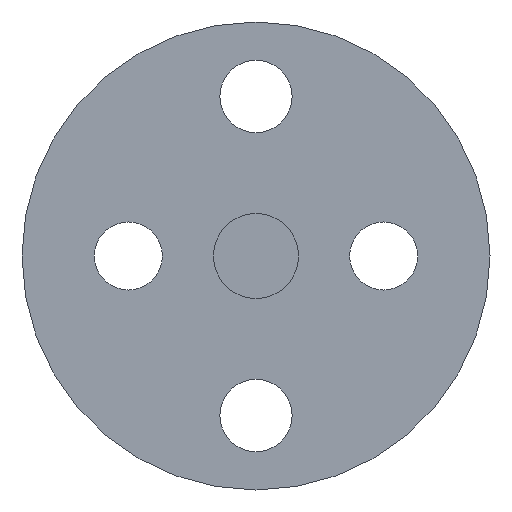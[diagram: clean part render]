
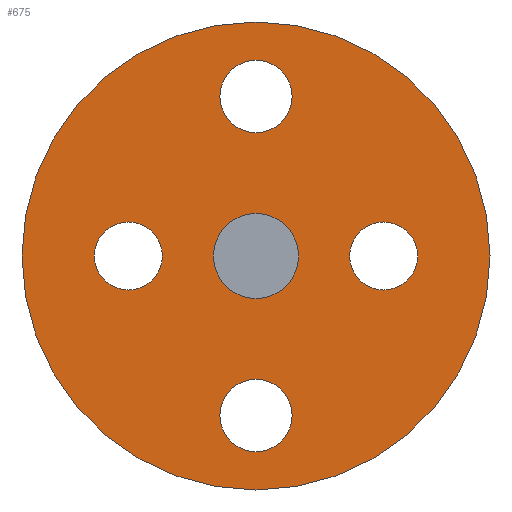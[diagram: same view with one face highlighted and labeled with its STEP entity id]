
A CAD part, left-side view. The second image highlights one B-rep face of the part: STEP entity #675.
In plain terms, the highlighted planar face has unit normal (-1, 0, 0).
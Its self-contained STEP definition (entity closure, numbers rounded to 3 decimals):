
#3 = AXIS2_PLACEMENT_3D ( 'NONE', #53, #56, #62 ) ;
#4 = ORIENTED_EDGE ( 'NONE', *, *, #290, .T. ) ;
#7 = ORIENTED_EDGE ( 'NONE', *, *, #25, .F. ) ;
#11 = ORIENTED_EDGE ( 'NONE', *, *, #605, .F. ) ;
#15 = AXIS2_PLACEMENT_3D ( 'NONE', #179, #177, #175 ) ;
#17 = ORIENTED_EDGE ( 'NONE', *, *, #580, .T. ) ;
#18 = CIRCLE ( 'NONE', #15, 1.6 ) ;
#21 = ORIENTED_EDGE ( 'NONE', *, *, #465, .T. ) ;
#22 = CARTESIAN_POINT ( 'NONE',  ( 0., 0., 5.8 ) ) ;
#23 = CARTESIAN_POINT ( 'NONE',  ( 0., 0., -2. ) ) ;
#25 = EDGE_CURVE ( 'NONE', #294, #156, #313, .T. ) ;
#26 = EDGE_LOOP ( 'NONE', ( #566, #4 ) ) ;
#27 = ORIENTED_EDGE ( 'NONE', *, *, #269, .T. ) ;
#28 = CARTESIAN_POINT ( 'NONE',  ( 0., -6., 1.6 ) ) ;
#32 = ORIENTED_EDGE ( 'NONE', *, *, #564, .T. ) ;
#33 = DIRECTION ( 'NONE',  ( 1., 0., 0. ) ) ;
#43 = CARTESIAN_POINT ( 'NONE',  ( 0., 0., 2. ) ) ;
#44 = PLANE ( 'NONE',  #295 ) ;
#45 = FACE_BOUND ( 'NONE', #26, .T. ) ;
#46 = ORIENTED_EDGE ( 'NONE', *, *, #632, .T. ) ;
#49 = VERTEX_POINT ( 'NONE', #550 ) ;
#52 = AXIS2_PLACEMENT_3D ( 'NONE', #415, #33, #567 ) ;
#53 = CARTESIAN_POINT ( 'NONE',  ( 0., 0., -7.5 ) ) ;
#56 = DIRECTION ( 'NONE',  ( 1., 0., 0. ) ) ;
#57 = FACE_BOUND ( 'NONE', #99, .T. ) ;
#62 = DIRECTION ( 'NONE',  ( 0., 0., -1. ) ) ;
#66 = CARTESIAN_POINT ( 'NONE',  ( 0., 0., -7.5 ) ) ;
#83 = CIRCLE ( 'NONE', #522, 2. ) ;
#96 = CIRCLE ( 'NONE', #528, 1.7 ) ;
#98 = CIRCLE ( 'NONE', #3, 1.7 ) ;
#99 = EDGE_LOOP ( 'NONE', ( #518, #243 ) ) ;
#103 = EDGE_LOOP ( 'NONE', ( #17, #21 ) ) ;
#106 = DIRECTION ( 'NONE',  ( 0., 0., -1. ) ) ;
#108 = VERTEX_POINT ( 'NONE', #283 ) ;
#109 = DIRECTION ( 'NONE',  ( 1., 0., 0. ) ) ;
#116 = CARTESIAN_POINT ( 'NONE',  ( 0., 0., 0. ) ) ;
#117 = CARTESIAN_POINT ( 'NONE',  ( 0., 0., 0. ) ) ;
#126 = AXIS2_PLACEMENT_3D ( 'NONE', #66, #555, #610 ) ;
#128 = CIRCLE ( 'NONE', #126, 1.7 ) ;
#156 = VERTEX_POINT ( 'NONE', #393 ) ;
#161 = VERTEX_POINT ( 'NONE', #490 ) ;
#163 = CARTESIAN_POINT ( 'NONE',  ( 0., 6., -1.6 ) ) ;
#167 = DIRECTION ( 'NONE',  ( 1., 0., 0. ) ) ;
#175 = DIRECTION ( 'NONE',  ( 0., 0., -1. ) ) ;
#177 = DIRECTION ( 'NONE',  ( 1., 0., 0. ) ) ;
#179 = CARTESIAN_POINT ( 'NONE',  ( 0., 6., 0. ) ) ;
#180 = DIRECTION ( 'NONE',  ( 0., 0., -1. ) ) ;
#208 = DIRECTION ( 'NONE',  ( 0., 0., -1. ) ) ;
#212 = DIRECTION ( 'NONE',  ( 1., 0., 0. ) ) ;
#213 = CIRCLE ( 'NONE', #272, 11. ) ;
#214 = CIRCLE ( 'NONE', #589, 1.6 ) ;
#215 = CARTESIAN_POINT ( 'NONE',  ( 0., -6., 0. ) ) ;
#226 = DIRECTION ( 'NONE',  ( 1., 0., 0. ) ) ;
#230 = CIRCLE ( 'NONE', #596, 1.6 ) ;
#243 = ORIENTED_EDGE ( 'NONE', *, *, #286, .T. ) ;
#249 = VERTEX_POINT ( 'NONE', #22 ) ;
#259 = VERTEX_POINT ( 'NONE', #574 ) ;
#264 = EDGE_CURVE ( 'NONE', #249, #161, #96, .T. ) ;
#269 = EDGE_CURVE ( 'NONE', #288, #49, #214, .T. ) ;
#272 = AXIS2_PLACEMENT_3D ( 'NONE', #116, #109, #106 ) ;
#283 = CARTESIAN_POINT ( 'NONE',  ( 0., 0., -9.2 ) ) ;
#286 = EDGE_CURVE ( 'NONE', #161, #249, #329, .T. ) ;
#288 = VERTEX_POINT ( 'NONE', #28 ) ;
#290 = EDGE_CURVE ( 'NONE', #667, #620, #413, .T. ) ;
#294 = VERTEX_POINT ( 'NONE', #470 ) ;
#295 = AXIS2_PLACEMENT_3D ( 'NONE', #117, #573, #180 ) ;
#298 = AXIS2_PLACEMENT_3D ( 'NONE', #215, #212, #208 ) ;
#309 = DIRECTION ( 'NONE',  ( 0., 0., -1. ) ) ;
#313 = CIRCLE ( 'NONE', #635, 11. ) ;
#324 = FACE_OUTER_BOUND ( 'NONE', #330, .T. ) ;
#329 = CIRCLE ( 'NONE', #645, 1.7 ) ;
#330 = EDGE_LOOP ( 'NONE', ( #7, #11 ) ) ;
#362 = VERTEX_POINT ( 'NONE', #446 ) ;
#379 = EDGE_CURVE ( 'NONE', #620, #667, #83, .T. ) ;
#387 = DIRECTION ( 'NONE',  ( 1., 0., 0. ) ) ;
#393 = CARTESIAN_POINT ( 'NONE',  ( 0., 0., -11. ) ) ;
#395 = CARTESIAN_POINT ( 'NONE',  ( 0., 6., 0. ) ) ;
#397 = DIRECTION ( 'NONE',  ( 0., 0., -1. ) ) ;
#409 = DIRECTION ( 'NONE',  ( 0., 0., -1. ) ) ;
#411 = CARTESIAN_POINT ( 'NONE',  ( 0., -6., 0. ) ) ;
#413 = CIRCLE ( 'NONE', #52, 2. ) ;
#415 = CARTESIAN_POINT ( 'NONE',  ( 0., 0., 0. ) ) ;
#446 = CARTESIAN_POINT ( 'NONE',  ( 0., 0., -5.8 ) ) ;
#453 = CARTESIAN_POINT ( 'NONE',  ( 0., 0., 0. ) ) ;
#460 = EDGE_LOOP ( 'NONE', ( #46, #679 ) ) ;
#465 = EDGE_CURVE ( 'NONE', #588, #259, #230, .T. ) ;
#470 = CARTESIAN_POINT ( 'NONE',  ( 0., 0., 11. ) ) ;
#474 = DIRECTION ( 'NONE',  ( 1., 0., 0. ) ) ;
#490 = CARTESIAN_POINT ( 'NONE',  ( 0., 0., 9.2 ) ) ;
#495 = CARTESIAN_POINT ( 'NONE',  ( 0., 0., 0. ) ) ;
#512 = DIRECTION ( 'NONE',  ( 1., 0., 0. ) ) ;
#518 = ORIENTED_EDGE ( 'NONE', *, *, #264, .T. ) ;
#522 = AXIS2_PLACEMENT_3D ( 'NONE', #495, #474, #409 ) ;
#525 = FACE_BOUND ( 'NONE', #103, .T. ) ;
#528 = AXIS2_PLACEMENT_3D ( 'NONE', #591, #668, #622 ) ;
#529 = EDGE_LOOP ( 'NONE', ( #27, #32 ) ) ;
#550 = CARTESIAN_POINT ( 'NONE',  ( 0., -6., -1.6 ) ) ;
#555 = DIRECTION ( 'NONE',  ( 1., 0., 0. ) ) ;
#559 = CIRCLE ( 'NONE', #298, 1.6 ) ;
#562 = CARTESIAN_POINT ( 'NONE',  ( 0., 0., 7.5 ) ) ;
#564 = EDGE_CURVE ( 'NONE', #49, #288, #559, .T. ) ;
#566 = ORIENTED_EDGE ( 'NONE', *, *, #379, .T. ) ;
#567 = DIRECTION ( 'NONE',  ( 0., 0., -1. ) ) ;
#573 = DIRECTION ( 'NONE',  ( 1., 0., 0. ) ) ;
#574 = CARTESIAN_POINT ( 'NONE',  ( 0., 6., 1.6 ) ) ;
#576 = FACE_BOUND ( 'NONE', #460, .T. ) ;
#580 = EDGE_CURVE ( 'NONE', #259, #588, #18, .T. ) ;
#588 = VERTEX_POINT ( 'NONE', #163 ) ;
#589 = AXIS2_PLACEMENT_3D ( 'NONE', #411, #512, #594 ) ;
#591 = CARTESIAN_POINT ( 'NONE',  ( 0., 0., 7.5 ) ) ;
#594 = DIRECTION ( 'NONE',  ( 0., 0., -1. ) ) ;
#596 = AXIS2_PLACEMENT_3D ( 'NONE', #395, #387, #397 ) ;
#605 = EDGE_CURVE ( 'NONE', #156, #294, #213, .T. ) ;
#610 = DIRECTION ( 'NONE',  ( 0., 0., -1. ) ) ;
#620 = VERTEX_POINT ( 'NONE', #43 ) ;
#622 = DIRECTION ( 'NONE',  ( 0., 0., -1. ) ) ;
#626 = FACE_BOUND ( 'NONE', #529, .T. ) ;
#632 = EDGE_CURVE ( 'NONE', #108, #362, #98, .T. ) ;
#633 = EDGE_CURVE ( 'NONE', #362, #108, #128, .T. ) ;
#635 = AXIS2_PLACEMENT_3D ( 'NONE', #453, #226, #654 ) ;
#645 = AXIS2_PLACEMENT_3D ( 'NONE', #562, #167, #309 ) ;
#654 = DIRECTION ( 'NONE',  ( 0., 0., -1. ) ) ;
#667 = VERTEX_POINT ( 'NONE', #23 ) ;
#668 = DIRECTION ( 'NONE',  ( 1., 0., 0. ) ) ;
#675 = ADVANCED_FACE ( 'NONE', ( #57, #576, #45, #324, #525, #626 ), #44, .F. ) ;
#679 = ORIENTED_EDGE ( 'NONE', *, *, #633, .T. ) ;
